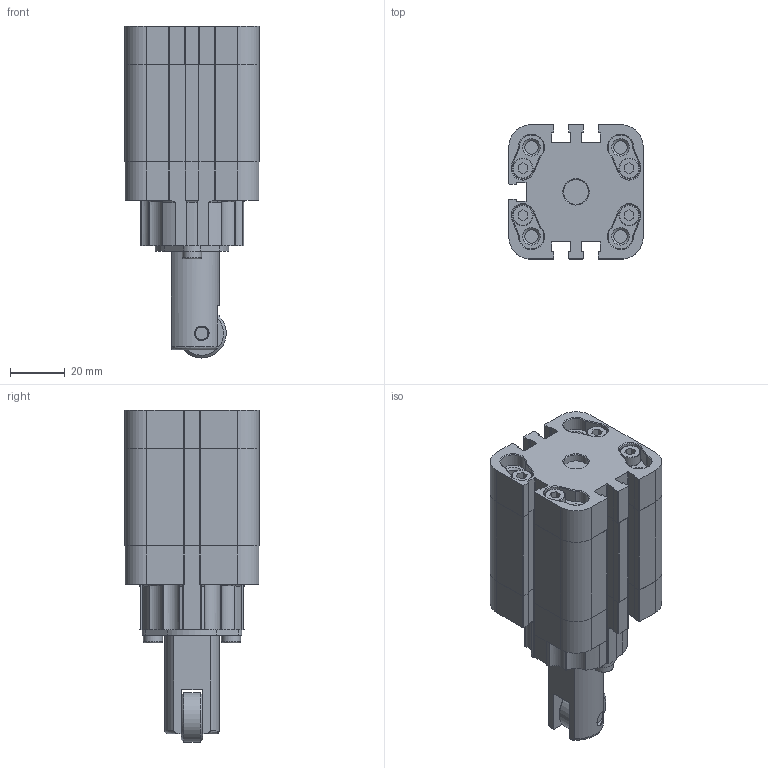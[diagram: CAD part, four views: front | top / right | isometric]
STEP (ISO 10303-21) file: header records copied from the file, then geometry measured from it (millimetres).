
FILE_DESCRIPTION((''),'2;1');
FILE_NAME('PST032.020.GS.R.stp','2014-02-20T13:40:36',('carlo.corazza'),(''),'Autodesk Inventor 2012','Autodesk Inventor 2012','');
FILE_SCHEMA(('AUTOMOTIVE_DESIGN { 1 0 10303 214 1 1 1 1 }'));
Length unit declared in the file: millimetre
Products named in the file (5): PST032.020.GS.R; TP; STELO; CORPO; TA
Assembly tree (4 placements, depth 2):
  PST032.020.GS.R
    TP
    STELO
    CORPO
    TA
Bounding box: 49 x 49 x 121.2 mm (x, y, z)
Volume: 134920.2 mm3; surface area: 45047.1 mm2
Topology: 4 solids, 13 shells, 616 faces, 1617 edges, 1039 vertices
Faces by surface type: plane 300, cylinder 211, torus 54, cone 49, bspline 2
Full cylindrical faces by diameter (mm): 4.917 x9, 5 x3, 5.1 x1, 5.6 x8, 7 x2, 7.5 x8, 8 x4, 8.566 x2, 9 x1, 12 x1, 18 x1, 20 x1, 32 x1
Entity records: 19892 total; most frequent: CARTESIAN_POINT 4241, DIRECTION 3219, ORIENTED_EDGE 2968, EDGE_CURVE 1484, AXIS2_PLACEMENT_3D 1188, VERTEX_POINT 1006, VECTOR 843, LINE 843
